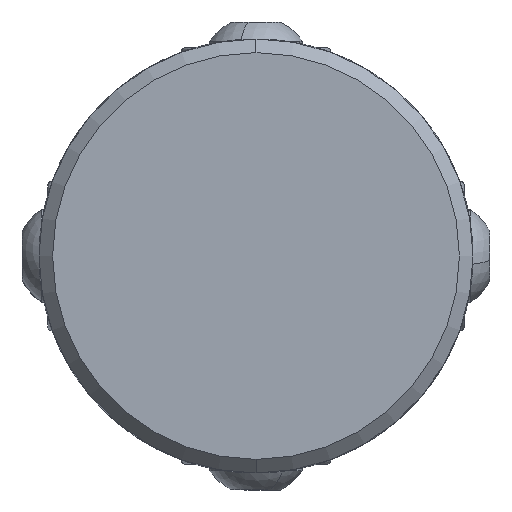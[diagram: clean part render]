
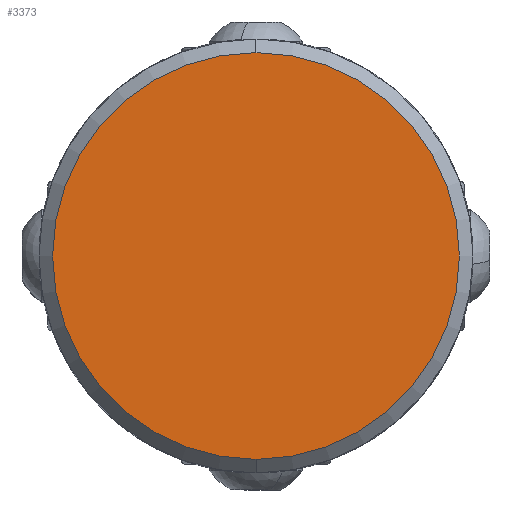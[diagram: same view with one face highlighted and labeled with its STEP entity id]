
A CAD part, left-side view. The second image highlights one B-rep face of the part: STEP entity #3373.
In plain terms, the highlighted planar face has unit normal (-1, 0, 0).
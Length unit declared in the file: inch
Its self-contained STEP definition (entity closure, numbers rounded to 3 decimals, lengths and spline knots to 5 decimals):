
#405 = CARTESIAN_POINT ( 'NONE',  ( -1.6875, 0., -0.46625 ) ) ;
#742 = EDGE_CURVE ( 'NONE', #1645, #3254, #8290, .T. ) ;
#1101 = CARTESIAN_POINT ( 'NONE',  ( -1.6875, 0., 0. ) ) ;
#1142 = FACE_OUTER_BOUND ( 'NONE', #3065, .T. ) ;
#1645 = VERTEX_POINT ( 'NONE', #9061 ) ;
#1692 = DIRECTION ( 'NONE',  ( -1., 0., 0. ) ) ;
#1788 = ORIENTED_EDGE ( 'NONE', *, *, #7502, .T. ) ;
#2026 = DIRECTION ( 'NONE',  ( 0., 0., -1. ) ) ;
#2119 = DIRECTION ( 'NONE',  ( 0., 0., -1. ) ) ;
#2971 = ORIENTED_EDGE ( 'NONE', *, *, #742, .T. ) ;
#3065 = EDGE_LOOP ( 'NONE', ( #1788, #2971 ) ) ;
#3254 = VERTEX_POINT ( 'NONE', #405 ) ;
#3373 = ADVANCED_FACE ( 'NONE', ( #1142 ), #4388, .F. ) ;
#4388 = PLANE ( 'NONE',  #8173 ) ;
#5320 = DIRECTION ( 'NONE',  ( 0., 0., -1. ) ) ;
#7442 = CIRCLE ( 'NONE', #11030, 0.46625 ) ;
#7502 = EDGE_CURVE ( 'NONE', #3254, #1645, #7442, .T. ) ;
#7586 = DIRECTION ( 'NONE',  ( -1., 0., 0. ) ) ;
#8173 = AXIS2_PLACEMENT_3D ( 'NONE', #8902, #10900, #5320 ) ;
#8290 = CIRCLE ( 'NONE', #11086, 0.46625 ) ;
#8895 = CARTESIAN_POINT ( 'NONE',  ( -1.6875, 0., 0. ) ) ;
#8902 = CARTESIAN_POINT ( 'NONE',  ( -1.6875, 0., 0. ) ) ;
#9061 = CARTESIAN_POINT ( 'NONE',  ( -1.6875, 0., 0.46625 ) ) ;
#10900 = DIRECTION ( 'NONE',  ( 1., 0., 0. ) ) ;
#11030 = AXIS2_PLACEMENT_3D ( 'NONE', #1101, #7586, #2026 ) ;
#11086 = AXIS2_PLACEMENT_3D ( 'NONE', #8895, #1692, #2119 ) ;
